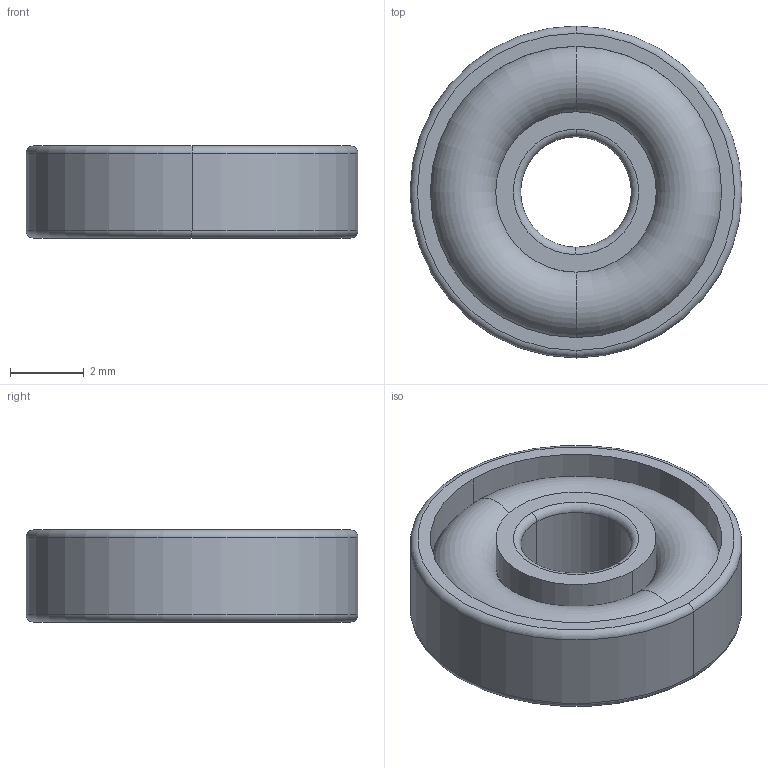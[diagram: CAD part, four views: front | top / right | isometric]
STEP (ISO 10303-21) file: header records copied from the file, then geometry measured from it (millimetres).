
FILE_DESCRIPTION((''),'2;1');
FILE_NAME('LG_RK_MIN_SBN_03X09X02K5','2021-11-18T11:22:49',('rein_je'),(''),'CREO PARAMETRIC BY PTC INC, 2019471','CREO PARAMETRIC BY PTC INC, 2019471','');
FILE_SCHEMA(('AUTOMOTIVE_DESIGN { 1 0 10303 214 1 1 1 1 }'));
Length unit declared in the file: millimetre
Products named in the file (1): LG_RK_MIN_SBN_03X09X02K5
Bounding box: 9 x 9 x 2.5 mm (x, y, z)
Volume: 107.5 mm3; surface area: 343.3 mm2
Topology: 3 solids, 3 shells, 32 faces, 81 edges, 54 vertices
Faces by surface type: torus 16, cylinder 12, plane 4
Entity records: 1348 total; most frequent: DIRECTION 211, CARTESIAN_POINT 159, ORIENTED_EDGE 136, AXIS2_PLACEMENT_3D 94, PRESENTATION_STYLE_ASSIGNMENT 85, STYLED_ITEM 85, CURVE_STYLE 82, EDGE_CURVE 68
